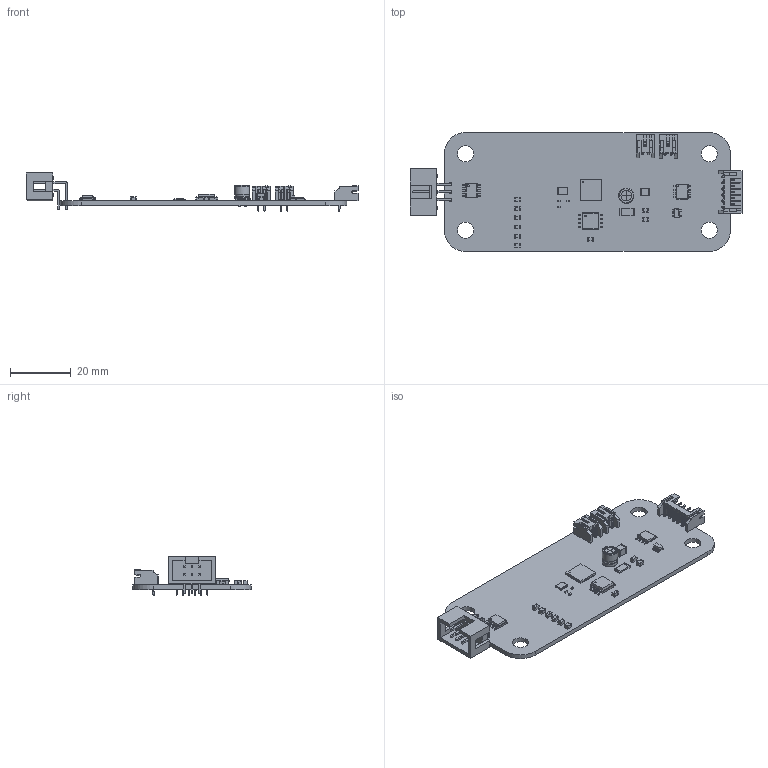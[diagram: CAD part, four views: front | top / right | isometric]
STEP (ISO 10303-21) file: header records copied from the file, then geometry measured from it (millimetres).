
FILE_DESCRIPTION(('KiCad electronic assembly'),'2;1');
FILE_NAME('BDCMotorControlBoard.step','2025-05-11T22:54:56',('Pcbnew'),( 'Kicad'),'Open CASCADE STEP processor 7.8','KiCad to STEP converter' ,'Unknown');
FILE_SCHEMA(('AUTOMOTIVE_DESIGN { 1 0 10303 214 1 1 1 1 }'));
Length unit declared in the file: millimetre
Products named in the file (17): BDCMotorControlBoard 1; C_0805_2012Metric; JST_PH_S2B-PH-K_1x02_P2.00mm_Horizontal; Crystal_SMD_3225-4Pin_3.2x2.5mm; C_1210_3225Metric; SOIC-8_5.3x5.3mm_P1.27mm; SOIC-8_3.9x4.9mm_P1.27mm; C_0402_1005Metric; R_2010_5025Metric; IDC-Header_2x03_P2.54mm_Horizontal; Texas_HTSOP-8-1EP_3.9x4.9mm_P1.27mm_EP2.85x4.9mm_Mask2.4x3.1mm_
ThermalVias; JST_PH_S6B-PH-K_1x06_P2.00mm_Horizontal; CP_Radial_D5.0mm_P2.00mm; R_0402_1005Metric; QFN-56-1EP_7x7mm_P0.4mm_EP3.2x3.2mm; SOT-23-5; BDCMotorControlBoard_PCB
Assembly tree (26 placements, depth 2):
  BDCMotorControlBoard 1
    C_0805_2012Metric  x9
    JST_PH_S2B-PH-K_1x02_P2.00mm_Horizontal  x2
    Crystal_SMD_3225-4Pin_3.2x2.5mm
    C_1210_3225Metric
    SOIC-8_5.3x5.3mm_P1.27mm
    SOIC-8_3.9x4.9mm_P1.27mm
    C_0402_1005Metric  x2
    R_2010_5025Metric
    IDC-Header_2x03_P2.54mm_Horizontal
    Texas_HTSOP-8-1EP_3.9x4.9mm_P1.27mm_EP2.85x4.9mm_Mask2.4x3.1mm_
ThermalVias
    JST_PH_S6B-PH-K_1x06_P2.00mm_Horizontal
    CP_Radial_D5.0mm_P2.00mm
    R_0402_1005Metric
    QFN-56-1EP_7x7mm_P0.4mm_EP3.2x3.2mm
    SOT-23-5
    BDCMotorControlBoard_PCB
Bounding box: 108.98 x 39 x 12.49 mm (x, y, z)
Volume: 6629.2 mm3; surface area: 10754.9 mm2
Topology: 26 solids, 27 shells, 2032 faces, 5447 edges, 3524 vertices
Faces by surface type: plane 1544, cylinder 374, bspline 107, revolution 5, torus 2
Full cylindrical faces by diameter (mm): 0.2 x1, 0.33 x6, 0.4 x1, 0.5 x2, 0.6 x1, 0.75 x10, 0.8 x2, 1 x9, 5.3 x4
Entity records: 64683 total; most frequent: CARTESIAN_POINT 10178, ORIENTED_EDGE 8973, DIRECTION 8081, EDGE_CURVE 4487, LINE 3810, VECTOR 3810, VERTEX_POINT 2888, AXIS2_PLACEMENT_3D 2133
